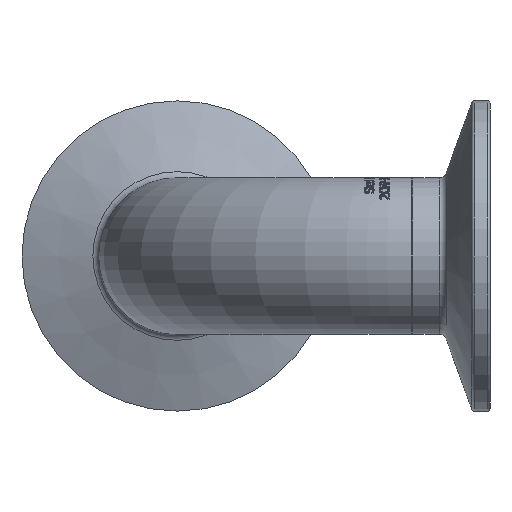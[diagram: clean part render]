
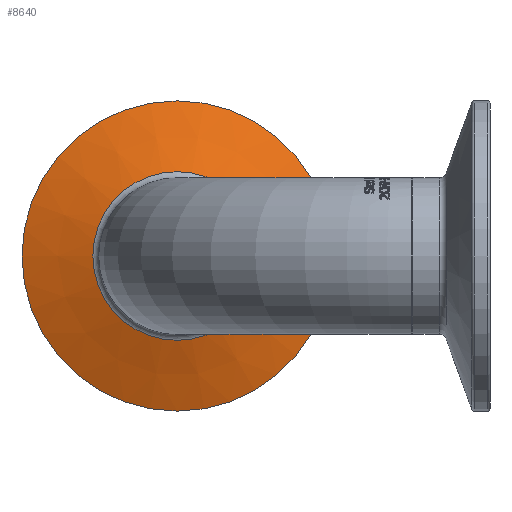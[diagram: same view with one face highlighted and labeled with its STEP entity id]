
A CAD part, left-side view. The second image highlights one B-rep face of the part: STEP entity #8640.
In plain terms, the highlighted conical face has half-angle 69.75 degrees and reference radius 18.948 mm.
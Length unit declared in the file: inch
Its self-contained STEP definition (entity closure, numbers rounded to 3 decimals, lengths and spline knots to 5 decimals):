
#23=CONICAL_SURFACE('',#8996,0.746,1.217);
#80=CIRCLE('',#8992,0.53923);
#82=CIRCLE('',#8994,0.53923);
#83=CIRCLE('',#8995,0.53923);
#84=CIRCLE('',#8997,0.992);
#85=CIRCLE('',#8998,0.992);
#792=LINE('',#19535,#1203);
#1203=VECTOR('',#10111,0.746);
#1871=FACE_OUTER_BOUND('',#2388,.T.);
#2388=EDGE_LOOP('',(#7924,#7925,#7926,#7927,#7928,#7929,#7930));
#4057=VERTEX_POINT('',#19526);
#4058=VERTEX_POINT('',#19527);
#4059=VERTEX_POINT('',#19530);
#4060=VERTEX_POINT('',#19534);
#4061=VERTEX_POINT('',#19536);
#5363=EDGE_CURVE('',#4057,#4058,#80,.T.);
#5365=EDGE_CURVE('',#4058,#4059,#82,.T.);
#5366=EDGE_CURVE('',#4059,#4057,#83,.T.);
#5367=EDGE_CURVE('',#4059,#4060,#792,.T.);
#5368=EDGE_CURVE('',#4060,#4061,#84,.T.);
#5369=EDGE_CURVE('',#4061,#4060,#85,.T.);
#7924=ORIENTED_EDGE('',*,*,#5363,.F.);
#7925=ORIENTED_EDGE('',*,*,#5366,.F.);
#7926=ORIENTED_EDGE('',*,*,#5367,.T.);
#7927=ORIENTED_EDGE('',*,*,#5368,.T.);
#7928=ORIENTED_EDGE('',*,*,#5369,.T.);
#7929=ORIENTED_EDGE('',*,*,#5367,.F.);
#7930=ORIENTED_EDGE('',*,*,#5365,.F.);
#8640=ADVANCED_FACE('',(#1871),#23,.T.);
#8992=AXIS2_PLACEMENT_3D('',#19528,#10101,#10102);
#8994=AXIS2_PLACEMENT_3D('',#19531,#10105,#10106);
#8995=AXIS2_PLACEMENT_3D('',#19532,#10107,#10108);
#8996=AXIS2_PLACEMENT_3D('',#19533,#10109,#10110);
#8997=AXIS2_PLACEMENT_3D('',#19537,#10112,#10113);
#8998=AXIS2_PLACEMENT_3D('',#19538,#10114,#10115);
#10101=DIRECTION('center_axis',(-1.,0.,0.));
#10102=DIRECTION('ref_axis',(0.,-1.,0.));
#10105=DIRECTION('center_axis',(-1.,0.,0.));
#10106=DIRECTION('ref_axis',(0.,-1.,0.));
#10107=DIRECTION('center_axis',(-1.,0.,0.));
#10108=DIRECTION('ref_axis',(0.,-1.,0.));
#10109=DIRECTION('center_axis',(1.,0.,0.));
#10110=DIRECTION('ref_axis',(0.,1.,0.));
#10111=DIRECTION('',(0.346,-0.938,0.));
#10112=DIRECTION('center_axis',(-1.,0.,0.));
#10113=DIRECTION('ref_axis',(0.,1.,0.));
#10114=DIRECTION('center_axis',(-1.,0.,0.));
#10115=DIRECTION('ref_axis',(0.,1.,0.));
#19526=CARTESIAN_POINT('',(1.72097,2.03923,0.));
#19527=CARTESIAN_POINT('',(1.72097,1.5,-0.53923));
#19528=CARTESIAN_POINT('Origin',(1.72097,1.5,0.));
#19530=CARTESIAN_POINT('',(1.72097,0.96077,0.));
#19531=CARTESIAN_POINT('Origin',(1.72097,1.5,0.));
#19532=CARTESIAN_POINT('Origin',(1.72097,1.5,0.));
#19533=CARTESIAN_POINT('Origin',(1.79725,1.5,0.));
#19534=CARTESIAN_POINT('',(1.888,0.508,0.));
#19535=CARTESIAN_POINT('',(1.79725,0.754,0.));
#19536=CARTESIAN_POINT('',(1.888,2.492,0.));
#19537=CARTESIAN_POINT('Origin',(1.888,1.5,0.));
#19538=CARTESIAN_POINT('Origin',(1.888,1.5,0.));
